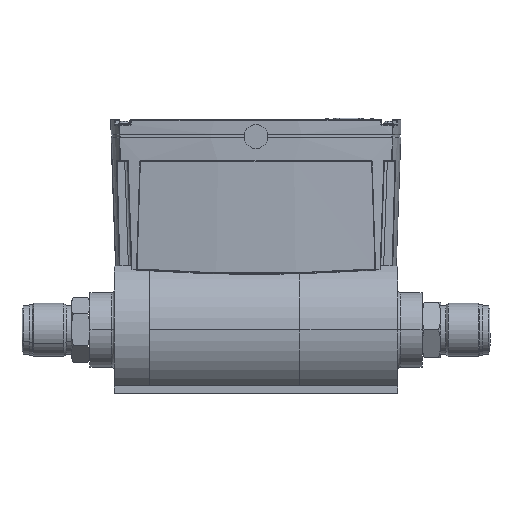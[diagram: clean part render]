
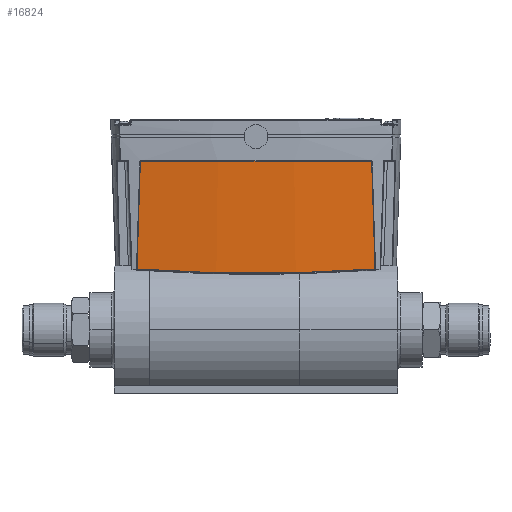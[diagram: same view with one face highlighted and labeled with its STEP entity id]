
A CAD part, top view. The second image highlights one B-rep face of the part: STEP entity #16824.
In plain terms, the highlighted cylindrical face has radius 685.838 mm (diameter 1371.68 mm), a partial arc.
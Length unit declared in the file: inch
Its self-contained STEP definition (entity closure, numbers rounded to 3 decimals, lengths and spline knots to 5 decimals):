
#1264 = B_SPLINE_CURVE_WITH_KNOTS ( 'NONE', 3,
 ( #49496, #20016, #32747, #7513, #36968 ),
 .UNSPECIFIED., .F., .F.,
 ( 4, 1, 4 ),
 ( 0., 0.07117, 0.14233 ),
 .UNSPECIFIED. ) ;
#3648 = CARTESIAN_POINT ( 'NONE',  ( 13.52913, 3.9507, 1.0062 ) ) ;
#4092 = ORIENTED_EDGE ( 'NONE', *, *, #8104, .T. ) ;
#4951 = CARTESIAN_POINT ( 'NONE',  ( 12.60242, 3.97206, 1.09993 ) ) ;
#5252 = EDGE_CURVE ( 'NONE', #26858, #53915, #40162, .T. ) ;
#6396 = CARTESIAN_POINT ( 'NONE',  ( 8.0829, 3.94306, 1.00584 ) ) ;
#6827 = CARTESIAN_POINT ( 'NONE',  ( 8.11263, 3.972, 1.00984 ) ) ;
#7513 = CARTESIAN_POINT ( 'NONE',  ( 12.67437, 1.36603, 1.00625 ) ) ;
#7657 = CARTESIAN_POINT ( 'NONE',  ( 8.00471, 1.43349, 0.91108 ) ) ;
#7907 = CARTESIAN_POINT ( 'NONE',  ( 13.52383, 3.96092, 1.00709 ) ) ;
#8104 = EDGE_CURVE ( 'NONE', #26793, #38853, #22633, .T. ) ;
#9320 = CARTESIAN_POINT ( 'NONE',  ( 13.53011, 3.94306, 1.00584 ) ) ;
#12148 = CARTESIAN_POINT ( 'NONE',  ( 13.50809, 3.972, 1.00906 ) ) ;
#14137 = VERTEX_POINT ( 'NONE', #31648 ) ;
#14833 = CYLINDRICAL_SURFACE ( 'NONE', #36516, 27.0015 ) ;
#15304 = CARTESIAN_POINT ( 'NONE',  ( 8.09791, 3.96838, 1.00823 ) ) ;
#16630 = CARTESIAN_POINT ( 'NONE',  ( 13.55618, 3.10654, 0.97429 ) ) ;
#16824 = ADVANCED_FACE ( 'NONE', ( #20102 ), #14833, .T. ) ;
#16968 = ORIENTED_EDGE ( 'NONE', *, *, #47749, .T. ) ;
#17629 = CARTESIAN_POINT ( 'NONE',  ( 10.80651, 3.97215, 1.18935 ) ) ;
#19519 = CARTESIAN_POINT ( 'NONE',  ( 8.08647, 3.95828, 1.00673 ) ) ;
#20016 = CARTESIAN_POINT ( 'NONE',  ( 8.93865, 1.36603, 1.00625 ) ) ;
#20102 = FACE_OUTER_BOUND ( 'NONE', #31592, .T. ) ;
#21861 = CARTESIAN_POINT ( 'NONE',  ( 8.11263, 3.972, 1.00984 ) ) ;
#22259 = EDGE_CURVE ( 'NONE', #38853, #14137, #29057, .T. ) ;
#22633 = B_SPLINE_CURVE_WITH_KNOTS ( 'NONE', 3,
 ( #37631, #41847, #16630, #46069 ),
 .UNSPECIFIED., .F., .F.,
 ( 4, 4 ),
 ( 0., 0.06382 ),
 .UNSPECIFIED. ) ;
#23744 = CARTESIAN_POINT ( 'NONE',  ( 8.0829, 3.94306, 1.00584 ) ) ;
#24218 = DIRECTION ( 'NONE',  ( 0., 0.999, 0.035 ) ) ;
#24432 = CARTESIAN_POINT ( 'NONE',  ( 13.52999, 3.94693, 1.00598 ) ) ;
#24572 = CARTESIAN_POINT ( 'NONE',  ( 8.00471, 1.43349, 0.91108 ) ) ;
#25360 = CARTESIAN_POINT ( 'NONE',  ( 8.11263, 3.972, 1.00984 ) ) ;
#26287 = EDGE_CURVE ( 'NONE', #42839, #26858, #27979, .T. ) ;
#26793 = VERTEX_POINT ( 'NONE', #31226 ) ;
#26858 = VERTEX_POINT ( 'NONE', #6396 ) ;
#27979 = B_SPLINE_CURVE_WITH_KNOTS ( 'NONE', 3,
 ( #6827, #32058, #40505, #15304, #44751, #19519, #48972, #23744 ),
 .UNSPECIFIED., .F., .F.,
 ( 4, 2, 2, 4 ),
 ( 0., 0.00029, 0.00058, 0.00116 ),
 .UNSPECIFIED. ) ;
#28428 = CARTESIAN_POINT ( 'NONE',  ( 8.05683, 3.10654, 0.97429 ) ) ;
#28605 = CARTESIAN_POINT ( 'NONE',  ( 8.03077, 2.27002, 0.94271 ) ) ;
#29057 = B_SPLINE_CURVE_WITH_KNOTS ( 'NONE', 3,
 ( #49865, #24432, #3648, #33137, #7907, #37333, #12148, #41565 ),
 .UNSPECIFIED., .F., .F.,
 ( 4, 2, 2, 4 ),
 ( 0., 0.00029, 0.00058, 0.00116 ),
 .UNSPECIFIED. ) ;
#31226 = CARTESIAN_POINT ( 'NONE',  ( 13.6083, 1.43349, 0.91108 ) ) ;
#31592 = EDGE_LOOP ( 'NONE', ( #37381, #33061, #4092, #39749, #16968, #33847 ) ) ;
#31648 = CARTESIAN_POINT ( 'NONE',  ( 13.50038, 3.972, 1.00984 ) ) ;
#32058 = CARTESIAN_POINT ( 'NONE',  ( 8.10878, 3.972, 1.00945 ) ) ;
#32747 = CARTESIAN_POINT ( 'NONE',  ( 10.80651, 1.29877, 1.10062 ) ) ;
#32891 = CARTESIAN_POINT ( 'NONE',  ( 8.0829, 3.94306, 1.00584 ) ) ;
#33061 = ORIENTED_EDGE ( 'NONE', *, *, #34436, .T. ) ;
#33137 = CARTESIAN_POINT ( 'NONE',  ( 13.52605, 3.95772, 1.00676 ) ) ;
#33847 = ORIENTED_EDGE ( 'NONE', *, *, #26287, .T. ) ;
#34402 = CARTESIAN_POINT ( 'NONE',  ( 13.50038, 3.972, 1.00984 ) ) ;
#34436 = EDGE_CURVE ( 'NONE', #53915, #26793, #1264, .T. ) ;
#36516 = AXIS2_PLACEMENT_3D ( 'NONE', #49469, #24218, #45388 ) ;
#36968 = CARTESIAN_POINT ( 'NONE',  ( 13.6083, 1.43349, 0.91108 ) ) ;
#37333 = CARTESIAN_POINT ( 'NONE',  ( 13.51563, 3.9689, 1.0082 ) ) ;
#37381 = ORIENTED_EDGE ( 'NONE', *, *, #5252, .T. ) ;
#37631 = CARTESIAN_POINT ( 'NONE',  ( 13.6083, 1.43349, 0.91108 ) ) ;
#38853 = VERTEX_POINT ( 'NONE', #9320 ) ;
#39749 = ORIENTED_EDGE ( 'NONE', *, *, #22259, .T. ) ;
#40162 = B_SPLINE_CURVE_WITH_KNOTS ( 'NONE', 3,
 ( #32891, #28428, #28605, #7657 ),
 .UNSPECIFIED., .F., .F.,
 ( 4, 4 ),
 ( 0., 0.06382 ),
 .UNSPECIFIED. ) ;
#40505 = CARTESIAN_POINT ( 'NONE',  ( 8.105, 3.97126, 1.00905 ) ) ;
#41565 = CARTESIAN_POINT ( 'NONE',  ( 13.50038, 3.972, 1.00984 ) ) ;
#41847 = CARTESIAN_POINT ( 'NONE',  ( 13.58224, 2.27002, 0.94271 ) ) ;
#42839 = VERTEX_POINT ( 'NONE', #25360 ) ;
#44751 = CARTESIAN_POINT ( 'NONE',  ( 8.09466, 3.96625, 1.00783 ) ) ;
#45388 = DIRECTION ( 'NONE',  ( 1., 0., 0. ) ) ;
#46069 = CARTESIAN_POINT ( 'NONE',  ( 13.53011, 3.94306, 1.00584 ) ) ;
#46887 = B_SPLINE_CURVE_WITH_KNOTS ( 'NONE', 3,
 ( #34402, #4951, #17629, #47078, #21861 ),
 .UNSPECIFIED., .F., .F.,
 ( 4, 1, 4 ),
 ( 0., 0.06842, 0.13685 ),
 .UNSPECIFIED. ) ;
#47078 = CARTESIAN_POINT ( 'NONE',  ( 9.01059, 3.97206, 1.09993 ) ) ;
#47749 = EDGE_CURVE ( 'NONE', #14137, #42839, #46887, .T. ) ;
#48972 = CARTESIAN_POINT ( 'NONE',  ( 8.08314, 3.9508, 1.00613 ) ) ;
#49469 = CARTESIAN_POINT ( 'NONE',  ( 10.80651, 2.26513, -25.93195 ) ) ;
#49496 = CARTESIAN_POINT ( 'NONE',  ( 8.00471, 1.43349, 0.91108 ) ) ;
#49865 = CARTESIAN_POINT ( 'NONE',  ( 13.53011, 3.94306, 1.00584 ) ) ;
#53915 = VERTEX_POINT ( 'NONE', #24572 ) ;
